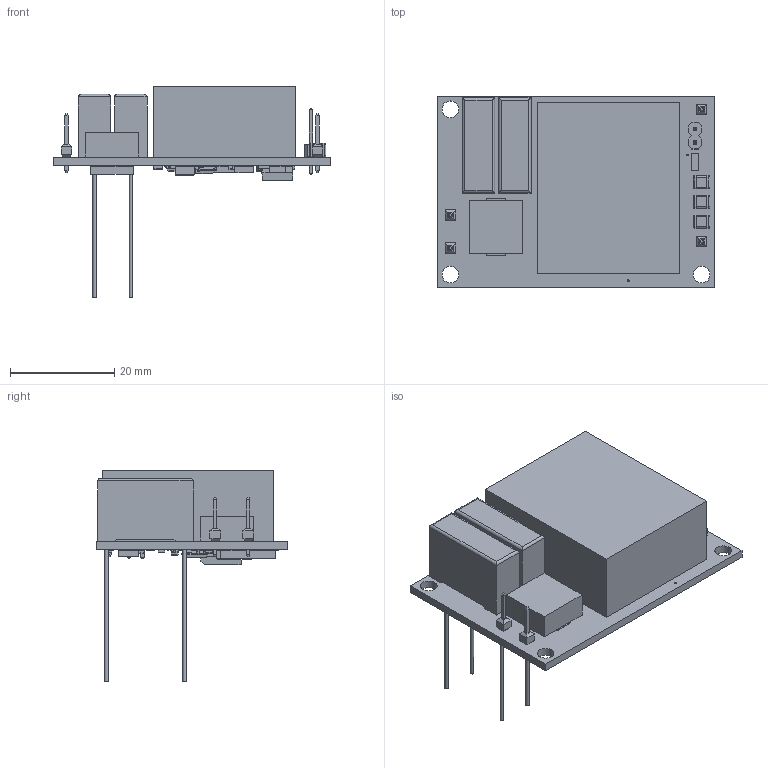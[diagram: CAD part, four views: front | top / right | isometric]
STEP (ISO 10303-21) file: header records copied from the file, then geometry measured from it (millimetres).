
FILE_DESCRIPTION(/* description */ (''),/* implementation_level */ '2;1');
FILE_NAME(/* name */ 'cd16742e-5548-4dda-b670-bbba9c6c334d.stp',/* time_stamp */ '2023-02-17T16:57:13Z',/* author */ (''),/* organization */ (''),/* preprocessor_version */ 'ST-DEVELOPER v19.2',/* originating_system */ 'Autodesk Translation Framework v11.17.0.187',/* authorisation */ '');
FILE_SCHEMA (('AUTOMOTIVE_DESIGN { 1 0 10303 214 3 1 1 }'));
Length unit declared in the file: millimetre
Products named in the file (68): cd16742e-5548-4dda-b670-bbba9c6c334d; PCB Component; Board; CD-DF406SL; Body; Pins; CD214B-FS2K; Body (1); Pins (1); 1SS406,H3F; Body (2); FilletPinL; FilletPinR; MBR5U100-TP; Body (3); Pins (2); UCC28730QDRQ1; BODY-SO; LEAD-D0007A; UCC24650DBVR; BODY-SOT; LEAD-SOT; LEAD-DUMMY; 1X01; 1X01 (1); 1X02; APHD1608LCGCK; 750311771; IPN70R1K2P7SATMA1; 22; 5k; ERA-8ARW7152V; ERA-6AEB2742V; ERA-6VEB1000V; solidBody; Terminal; solidTop; CR1206-FX-6491ELF; term1; term2 ...
Assembly tree (90 placements, depth 4):
  cd16742e-5548-4dda-b670-bbba9c6c334d
    PCB Component
      Board
      CD-DF406SL
        Body
        Pins
      CD214B-FS2K
        Body (1)
        Pins (1)
      1SS406,H3F
        Body (2)
        FilletPinL
        FilletPinR
      MBR5U100-TP
        Body (3)
        Pins (2)
      UCC28730QDRQ1
        BODY-SO
        LEAD-D0007A  x7
      UCC24650DBVR
        BODY-SOT
        LEAD-SOT  x5
        LEAD-DUMMY
      1X01
      1X01 (1)
      1X02
      APHD1608LCGCK
      750311771
      IPN70R1K2P7SATMA1
      22  x2
      5k
      ERA-8ARW7152V
      ERA-6AEB2742V
      ERA-6VEB1000V  x3
        solidBody
        Terminal
        solidTop
      CR1206-FX-6491ELF
        term1
        term2
        body_1
      ERA-6AEB2742V_1
      ERA-6AEB2742V_2
        solidBody (1)
        solidTop (1)
        solidTerminal1
        solidTerminal2
        solidTerminal3
      UDZLVTE-17150
      CL21A475KLCLQNC  x4
      EMK325ABJ107MM-T
        Fillet1
        Fillet2
        body2
      EMK325ABJ107MM-T_1  x2
        Fillet1 (1)
        Fillet2 (1)
        body2 (1)
      1X01 (2)
      1X01 (3)
Bounding box: 53.34 x 36.83 x 40.69 mm (x, y, z)
Volume: 19044.9 mm3; surface area: 11743.5 mm2
Topology: 95 solids, 95 shells, 1477 faces, 3360 edges, 2078 vertices
Faces by surface type: plane 1051, cylinder 320, sphere 98, bspline 8
Full cylindrical faces by diameter (mm): 0.3 x1, 0.35 x21, 0.65 x4, 0.85 x4, 1.016 x6, 3.2 x3
Entity records: 32721 total; most frequent: CARTESIAN_POINT 5897, DIRECTION 5303, ORIENTED_EDGE 4790, EDGE_CURVE 2395, LINE 1939, VECTOR 1939, AXIS2_PLACEMENT_3D 1682, VERTEX_POINT 1476
